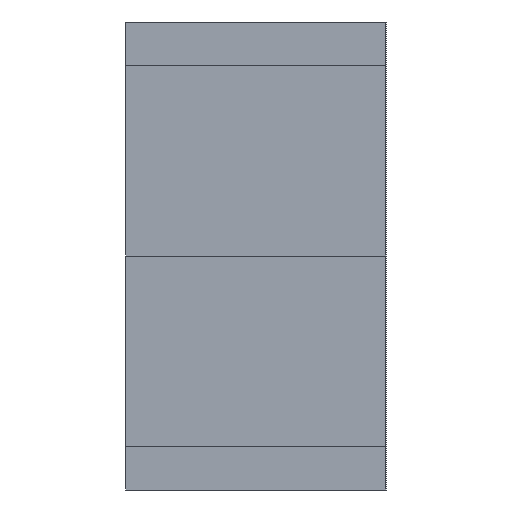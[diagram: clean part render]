
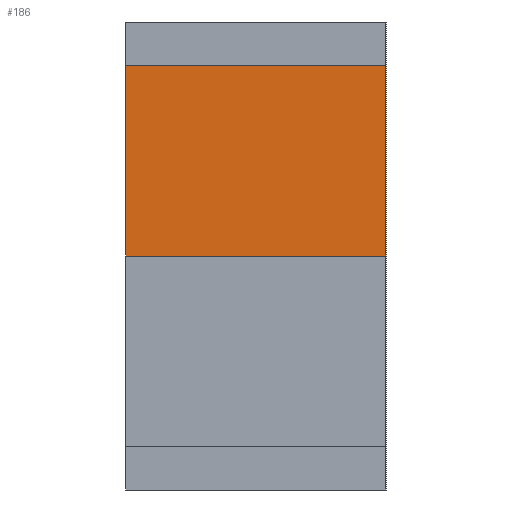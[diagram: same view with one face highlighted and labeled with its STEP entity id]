
A CAD part, left-side view. The second image highlights one B-rep face of the part: STEP entity #186.
In plain terms, the highlighted planar face has unit normal (-1, 0, 0).
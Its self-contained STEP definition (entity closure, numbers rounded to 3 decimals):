
#2=DIRECTION('',(0.,0.,1.));
#3=VECTOR('',#2,11.);
#4=CARTESIAN_POINT('',(0.,0.,0.));
#5=LINE('',#4,#3);
#38=DIRECTION('',(0.,1.,0.));
#39=VECTOR('',#38,15.);
#40=CARTESIAN_POINT('',(0.,0.,0.));
#41=LINE('',#40,#39);
#70=DIRECTION('',(0.,1.,0.));
#71=VECTOR('',#70,15.);
#72=CARTESIAN_POINT('',(0.,0.,11.));
#73=LINE('',#72,#71);
#74=DIRECTION('',(0.,0.,1.));
#75=VECTOR('',#74,11.);
#76=CARTESIAN_POINT('',(0.,15.,0.));
#77=LINE('',#76,#75);
#110=CARTESIAN_POINT('',(0.,0.,0.));
#111=CARTESIAN_POINT('',(0.,0.,11.));
#112=VERTEX_POINT('',#110);
#113=VERTEX_POINT('',#111);
#128=CARTESIAN_POINT('',(0.,15.,0.));
#129=CARTESIAN_POINT('',(0.,15.,11.));
#130=VERTEX_POINT('',#128);
#131=VERTEX_POINT('',#129);
#172=CARTESIAN_POINT('',(0.,0.,0.));
#173=DIRECTION('',(-1.,0.,0.));
#174=DIRECTION('',(0.,0.,1.));
#175=AXIS2_PLACEMENT_3D('',#172,#173,#174);
#176=PLANE('',#175);
#177=ORIENTED_EDGE('',*,*,#151,.F.);
#179=ORIENTED_EDGE('',*,*,#178,.T.);
#181=ORIENTED_EDGE('',*,*,#180,.T.);
#183=ORIENTED_EDGE('',*,*,#182,.F.);
#184=EDGE_LOOP('',(#177,#179,#181,#183));
#185=FACE_OUTER_BOUND('',#184,.F.);
#186=ADVANCED_FACE('',(#185),#176,.T.);
#151=EDGE_CURVE('',#112,#113,#5,.T.);
#178=EDGE_CURVE('',#112,#130,#41,.T.);
#180=EDGE_CURVE('',#130,#131,#77,.T.);
#182=EDGE_CURVE('',#113,#131,#73,.T.);
